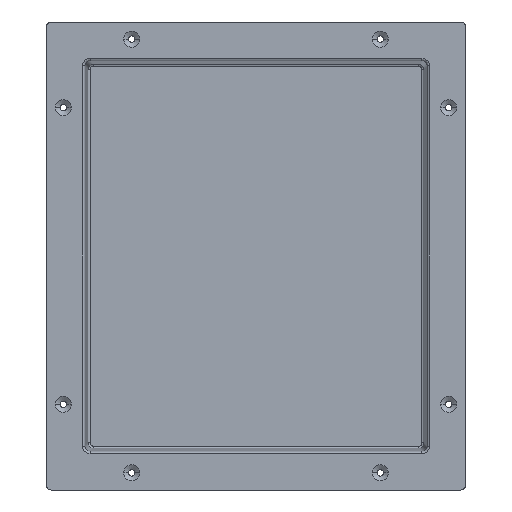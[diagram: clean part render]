
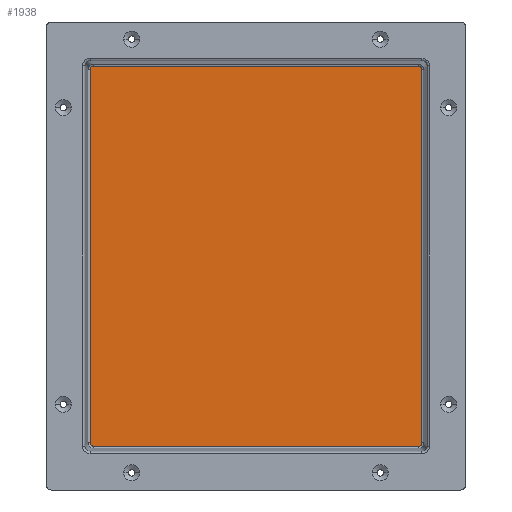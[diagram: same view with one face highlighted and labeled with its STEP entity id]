
A CAD part, top view. The second image highlights one B-rep face of the part: STEP entity #1938.
In plain terms, the highlighted planar face has unit normal (0, 0, 1).
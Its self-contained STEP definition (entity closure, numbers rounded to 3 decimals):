
#68 = CARTESIAN_POINT ( 'NONE',  ( -154.923, 176.182, -90. ) ) ;
#82 = CARTESIAN_POINT ( 'NONE',  ( 153.682, -177.423, -90. ) ) ;
#122 = CARTESIAN_POINT ( 'NONE',  ( 154.923, -174.425, -90. ) ) ;
#170 =( BOUNDED_CURVE ( )  B_SPLINE_CURVE ( 3, ( #1831, #82, #2323, #122 ),
 .UNSPECIFIED., .F., .F. ) 
 B_SPLINE_CURVE_WITH_KNOTS ( ( 4, 4 ),
 ( 2.357, 3.926 ),
 .UNSPECIFIED. ) 
 CURVE ( )  GEOMETRIC_REPRESENTATION_ITEM ( )  RATIONAL_B_SPLINE_CURVE ( ( 1., 0.805, 0.805, 1. ) ) 
 REPRESENTATION_ITEM ( '' )  );
#178 = LINE ( 'NONE', #2334, #1028 ) ;
#233 = ORIENTED_EDGE ( 'NONE', *, *, #2842, .T. ) ;
#272 = DIRECTION ( 'NONE',  ( 1., 0., 0. ) ) ;
#297 = EDGE_LOOP ( 'NONE', ( #500, #2532, #508, #593, #233, #398, #1917, #2092 ) ) ;
#298 = CARTESIAN_POINT ( 'NONE',  ( 0., 0., -90. ) ) ;
#398 = ORIENTED_EDGE ( 'NONE', *, *, #1617, .T. ) ;
#420 = CARTESIAN_POINT ( 'NONE',  ( -153.682, -177.423, -90. ) ) ;
#445 = CARTESIAN_POINT ( 'NONE',  ( -154.923, -174.425, -90. ) ) ;
#500 = ORIENTED_EDGE ( 'NONE', *, *, #1821, .T. ) ;
#508 = ORIENTED_EDGE ( 'NONE', *, *, #2184, .T. ) ;
#523 = CARTESIAN_POINT ( 'NONE',  ( 154.923, -174.425, -90. ) ) ;
#536 = DIRECTION ( 'NONE',  ( 1., 0., 0. ) ) ;
#543 = VERTEX_POINT ( 'NONE', #1841 ) ;
#593 = ORIENTED_EDGE ( 'NONE', *, *, #914, .T. ) ;
#619 =( BOUNDED_CURVE ( )  B_SPLINE_CURVE ( 3, ( #795, #1773, #68, #2557 ),
 .UNSPECIFIED., .F., .T. ) 
 B_SPLINE_CURVE_WITH_KNOTS ( ( 4, 4 ),
 ( 2.357, 3.926 ),
 .UNSPECIFIED. ) 
 CURVE ( )  GEOMETRIC_REPRESENTATION_ITEM ( )  RATIONAL_B_SPLINE_CURVE ( ( 1., 0.805, 0.805, 1. ) ) 
 REPRESENTATION_ITEM ( '' )  );
#652 = CARTESIAN_POINT ( 'NONE',  ( 153.682, 177.423, -90. ) ) ;
#687 = VECTOR ( 'NONE', #2857, 1000. ) ;
#724 = VERTEX_POINT ( 'NONE', #999 ) ;
#770 = VERTEX_POINT ( 'NONE', #523 ) ;
#795 = CARTESIAN_POINT ( 'NONE',  ( -151.925, 177.423, -90. ) ) ;
#914 = EDGE_CURVE ( 'NONE', #1100, #724, #2676, .T. ) ;
#999 = CARTESIAN_POINT ( 'NONE',  ( 151.925, 177.423, -90. ) ) ;
#1024 = VERTEX_POINT ( 'NONE', #445 ) ;
#1028 = VECTOR ( 'NONE', #1330, 1000. ) ;
#1049 = CARTESIAN_POINT ( 'NONE',  ( 151.925, -177.423, -90. ) ) ;
#1100 = VERTEX_POINT ( 'NONE', #1488 ) ;
#1106 = CARTESIAN_POINT ( 'NONE',  ( -154.923, 174.425, -90. ) ) ;
#1107 = CARTESIAN_POINT ( 'NONE',  ( 0., 177.423, -90. ) ) ;
#1158 = CARTESIAN_POINT ( 'NONE',  ( 151.925, 177.423, -90. ) ) ;
#1302 = EDGE_CURVE ( 'NONE', #3141, #1024, #1673, .T. ) ;
#1330 = DIRECTION ( 'NONE',  ( 0., 1., 0. ) ) ;
#1383 = CARTESIAN_POINT ( 'NONE',  ( -154.923, 0., -90. ) ) ;
#1488 = CARTESIAN_POINT ( 'NONE',  ( 154.923, 174.425, -90. ) ) ;
#1497 = AXIS2_PLACEMENT_3D ( 'NONE', #298, #2218, #536 ) ;
#1589 = CARTESIAN_POINT ( 'NONE',  ( -151.925, -177.423, -90. ) ) ;
#1617 = EDGE_CURVE ( 'NONE', #543, #3141, #619, .T. ) ;
#1649 = CARTESIAN_POINT ( 'NONE',  ( -154.923, -176.182, -90. ) ) ;
#1673 = LINE ( 'NONE', #1383, #687 ) ;
#1708 = CARTESIAN_POINT ( 'NONE',  ( -151.925, -177.423, -90. ) ) ;
#1754 = PLANE ( 'NONE',  #1497 ) ;
#1773 = CARTESIAN_POINT ( 'NONE',  ( -153.682, 177.423, -90. ) ) ;
#1821 = EDGE_CURVE ( 'NONE', #3065, #2022, #2466, .T. ) ;
#1831 = CARTESIAN_POINT ( 'NONE',  ( 151.925, -177.423, -90. ) ) ;
#1841 = CARTESIAN_POINT ( 'NONE',  ( -151.925, 177.423, -90. ) ) ;
#1881 = LINE ( 'NONE', #1107, #2166 ) ;
#1917 = ORIENTED_EDGE ( 'NONE', *, *, #1302, .T. ) ;
#1938 = ADVANCED_FACE ( 'NONE', ( #1974 ), #1754, .T. ) ;
#1974 = FACE_OUTER_BOUND ( 'NONE', #297, .T. ) ;
#2022 = VERTEX_POINT ( 'NONE', #1049 ) ;
#2050 = EDGE_CURVE ( 'NONE', #2022, #770, #170, .T. ) ;
#2092 = ORIENTED_EDGE ( 'NONE', *, *, #3168, .T. ) ;
#2141 = CARTESIAN_POINT ( 'NONE',  ( 154.923, 176.182, -90. ) ) ;
#2166 = VECTOR ( 'NONE', #2778, 1000. ) ;
#2184 = EDGE_CURVE ( 'NONE', #770, #1100, #178, .T. ) ;
#2218 = DIRECTION ( 'NONE',  ( 0., 0., 1. ) ) ;
#2323 = CARTESIAN_POINT ( 'NONE',  ( 154.923, -176.182, -90. ) ) ;
#2334 = CARTESIAN_POINT ( 'NONE',  ( 154.923, 0., -90. ) ) ;
#2344 = CARTESIAN_POINT ( 'NONE',  ( 154.923, 174.425, -90. ) ) ;
#2466 = LINE ( 'NONE', #2944, #2617 ) ;
#2532 = ORIENTED_EDGE ( 'NONE', *, *, #2050, .T. ) ;
#2557 = CARTESIAN_POINT ( 'NONE',  ( -154.923, 174.425, -90. ) ) ;
#2584 =( BOUNDED_CURVE ( )  B_SPLINE_CURVE ( 3, ( #2847, #1649, #420, #1589 ),
 .UNSPECIFIED., .F., .T. ) 
 B_SPLINE_CURVE_WITH_KNOTS ( ( 4, 4 ),
 ( 2.357, 3.926 ),
 .UNSPECIFIED. ) 
 CURVE ( )  GEOMETRIC_REPRESENTATION_ITEM ( )  RATIONAL_B_SPLINE_CURVE ( ( 1., 0.805, 0.805, 1. ) ) 
 REPRESENTATION_ITEM ( '' )  );
#2617 = VECTOR ( 'NONE', #272, 1000. ) ;
#2676 =( BOUNDED_CURVE ( )  B_SPLINE_CURVE ( 3, ( #2344, #2141, #652, #1158 ),
 .UNSPECIFIED., .F., .T. ) 
 B_SPLINE_CURVE_WITH_KNOTS ( ( 4, 4 ),
 ( 2.357, 3.926 ),
 .UNSPECIFIED. ) 
 CURVE ( )  GEOMETRIC_REPRESENTATION_ITEM ( )  RATIONAL_B_SPLINE_CURVE ( ( 1., 0.805, 0.805, 1. ) ) 
 REPRESENTATION_ITEM ( '' )  );
#2778 = DIRECTION ( 'NONE',  ( -1., 0., 0. ) ) ;
#2842 = EDGE_CURVE ( 'NONE', #724, #543, #1881, .T. ) ;
#2847 = CARTESIAN_POINT ( 'NONE',  ( -154.923, -174.425, -90. ) ) ;
#2857 = DIRECTION ( 'NONE',  ( 0., -1., 0. ) ) ;
#2944 = CARTESIAN_POINT ( 'NONE',  ( 0., -177.423, -90. ) ) ;
#3065 = VERTEX_POINT ( 'NONE', #1708 ) ;
#3141 = VERTEX_POINT ( 'NONE', #1106 ) ;
#3168 = EDGE_CURVE ( 'NONE', #1024, #3065, #2584, .T. ) ;
